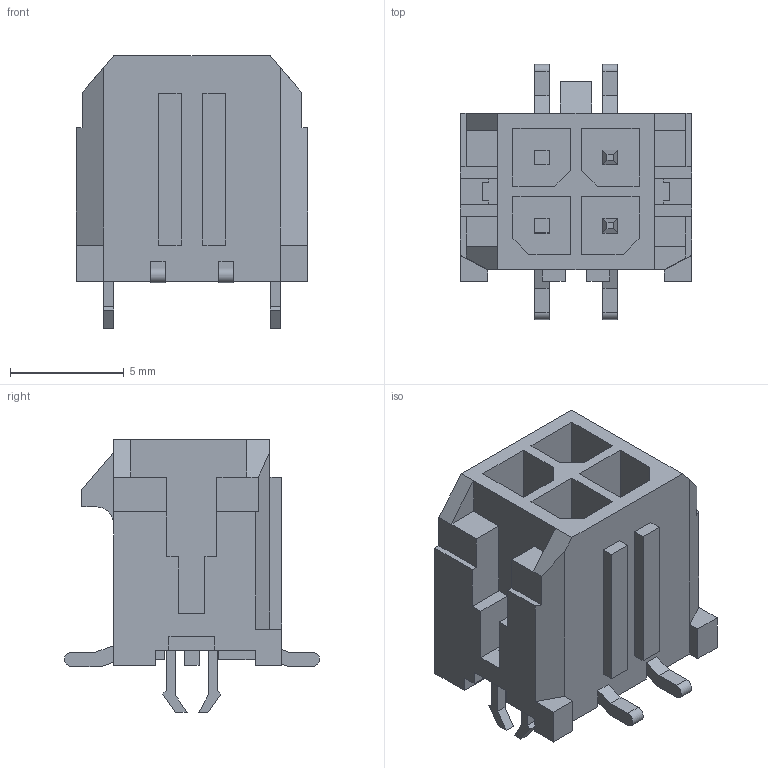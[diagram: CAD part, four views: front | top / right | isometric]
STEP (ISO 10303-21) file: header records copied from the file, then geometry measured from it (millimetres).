
FILE_DESCRIPTION((''),'2;1');
FILE_NAME('430450415','2020-04-17T',('gga'),(''),'PRO/ENGINEER BY PARAMETRIC TECHNOLOGY CORPORATION, 2016010','PRO/ENGINEER BY PARAMETRIC TECHNOLOGY CORPORATION, 2016010','');
FILE_SCHEMA(('CONFIG_CONTROL_DESIGN'));
Length unit declared in the file: millimetre
Products named in the file (1): 430450415
Bounding box: 10.15 x 11.2 x 11.96 mm (x, y, z)
Volume: 439.5 mm3; surface area: 895.6 mm2
Topology: 1 solids, 1 shells, 262 faces, 706 edges, 463 vertices
Faces by surface type: plane 257, cylinder 5
Entity records: 7977 total; most frequent: CARTESIAN_POINT 1401, ORIENTED_EDGE 1354, DIRECTION 1246, VECTOR 692, LINE 692, EDGE_CURVE 677, VERTEX_POINT 432, AXIS2_PLACEMENT_3D 277
